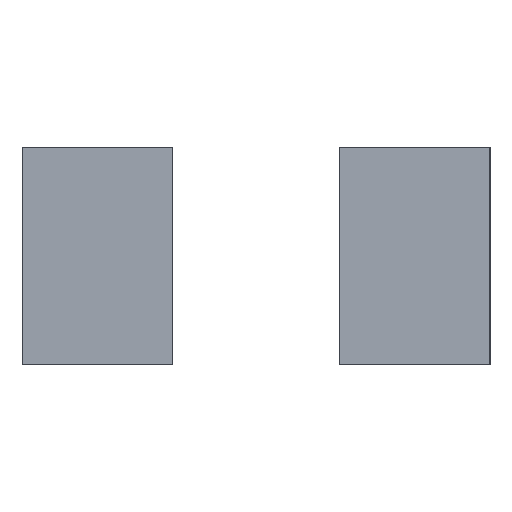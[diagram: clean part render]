
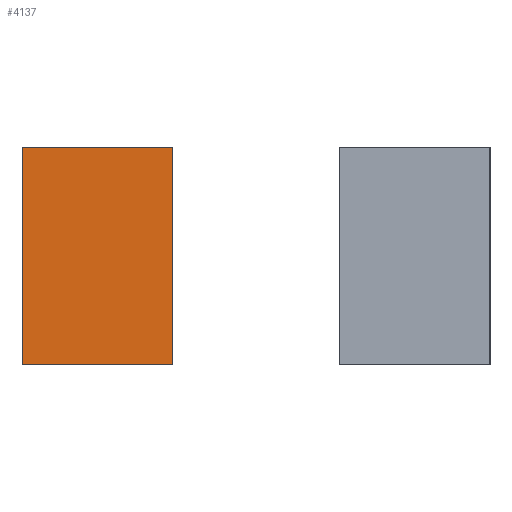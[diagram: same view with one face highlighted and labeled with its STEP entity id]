
A CAD part, left-side view. The second image highlights one B-rep face of the part: STEP entity #4137.
In plain terms, the highlighted planar face has unit normal (-1, 0, 0).
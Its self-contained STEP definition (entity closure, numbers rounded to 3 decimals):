
#4137 = ADVANCED_FACE('',(#4138),#4152,.F.);
#4138 = FACE_BOUND('',#4139,.F.);
#4139 = EDGE_LOOP('',(#4140,#4175,#4203,#4231));
#4140 = ORIENTED_EDGE('',*,*,#4141,.F.);
#4141 = EDGE_CURVE('',#4142,#4144,#4146,.T.);
#4142 = VERTEX_POINT('',#4143);
#4143 = CARTESIAN_POINT('',(-99.,10.,12.));
#4144 = VERTEX_POINT('',#4145);
#4145 = CARTESIAN_POINT('',(-99.,10.,38.));
#4146 = SURFACE_CURVE('',#4147,(#4151,#4163),.PCURVE_S1.);
#4147 = LINE('',#4148,#4149);
#4148 = CARTESIAN_POINT('',(-99.,10.,12.));
#4149 = VECTOR('',#4150,1.);
#4150 = DIRECTION('',(0.,0.,1.));
#4151 = PCURVE('',#4152,#4157);
#4152 = PLANE('',#4153);
#4153 = AXIS2_PLACEMENT_3D('',#4154,#4155,#4156);
#4154 = CARTESIAN_POINT('',(-99.,10.,12.));
#4155 = DIRECTION('',(1.,0.,0.));
#4156 = DIRECTION('',(0.,0.,1.));
#4157 = DEFINITIONAL_REPRESENTATION('',(#4158),#4162);
#4158 = LINE('',#4159,#4160);
#4159 = CARTESIAN_POINT('',(0.,0.));
#4160 = VECTOR('',#4161,1.);
#4161 = DIRECTION('',(1.,0.));
#4162 = ( GEOMETRIC_REPRESENTATION_CONTEXT(2) 
PARAMETRIC_REPRESENTATION_CONTEXT() REPRESENTATION_CONTEXT('2D SPACE',''
  ) );
#4163 = PCURVE('',#4164,#4169);
#4164 = PLANE('',#4165);
#4165 = AXIS2_PLACEMENT_3D('',#4166,#4167,#4168);
#4166 = CARTESIAN_POINT('',(-99.,10.,12.));
#4167 = DIRECTION('',(0.,1.,0.));
#4168 = DIRECTION('',(0.,0.,1.));
#4169 = DEFINITIONAL_REPRESENTATION('',(#4170),#4174);
#4170 = LINE('',#4171,#4172);
#4171 = CARTESIAN_POINT('',(0.,0.));
#4172 = VECTOR('',#4173,1.);
#4173 = DIRECTION('',(1.,0.));
#4174 = ( GEOMETRIC_REPRESENTATION_CONTEXT(2) 
PARAMETRIC_REPRESENTATION_CONTEXT() REPRESENTATION_CONTEXT('2D SPACE',''
  ) );
#4175 = ORIENTED_EDGE('',*,*,#4176,.T.);
#4176 = EDGE_CURVE('',#4142,#4177,#4179,.T.);
#4177 = VERTEX_POINT('',#4178);
#4178 = CARTESIAN_POINT('',(-99.,28.,12.));
#4179 = SURFACE_CURVE('',#4180,(#4184,#4191),.PCURVE_S1.);
#4180 = LINE('',#4181,#4182);
#4181 = CARTESIAN_POINT('',(-99.,10.,12.));
#4182 = VECTOR('',#4183,1.);
#4183 = DIRECTION('',(0.,1.,0.));
#4184 = PCURVE('',#4152,#4185);
#4185 = DEFINITIONAL_REPRESENTATION('',(#4186),#4190);
#4186 = LINE('',#4187,#4188);
#4187 = CARTESIAN_POINT('',(0.,0.));
#4188 = VECTOR('',#4189,1.);
#4189 = DIRECTION('',(0.,-1.));
#4190 = ( GEOMETRIC_REPRESENTATION_CONTEXT(2) 
PARAMETRIC_REPRESENTATION_CONTEXT() REPRESENTATION_CONTEXT('2D SPACE',''
  ) );
#4191 = PCURVE('',#4192,#4197);
#4192 = PLANE('',#4193);
#4193 = AXIS2_PLACEMENT_3D('',#4194,#4195,#4196);
#4194 = CARTESIAN_POINT('',(-99.,10.,12.));
#4195 = DIRECTION('',(0.,0.,1.));
#4196 = DIRECTION('',(1.,0.,0.));
#4197 = DEFINITIONAL_REPRESENTATION('',(#4198),#4202);
#4198 = LINE('',#4199,#4200);
#4199 = CARTESIAN_POINT('',(0.,0.));
#4200 = VECTOR('',#4201,1.);
#4201 = DIRECTION('',(0.,1.));
#4202 = ( GEOMETRIC_REPRESENTATION_CONTEXT(2) 
PARAMETRIC_REPRESENTATION_CONTEXT() REPRESENTATION_CONTEXT('2D SPACE',''
  ) );
#4203 = ORIENTED_EDGE('',*,*,#4204,.T.);
#4204 = EDGE_CURVE('',#4177,#4205,#4207,.T.);
#4205 = VERTEX_POINT('',#4206);
#4206 = CARTESIAN_POINT('',(-99.,28.,38.));
#4207 = SURFACE_CURVE('',#4208,(#4212,#4219),.PCURVE_S1.);
#4208 = LINE('',#4209,#4210);
#4209 = CARTESIAN_POINT('',(-99.,28.,12.));
#4210 = VECTOR('',#4211,1.);
#4211 = DIRECTION('',(0.,0.,1.));
#4212 = PCURVE('',#4152,#4213);
#4213 = DEFINITIONAL_REPRESENTATION('',(#4214),#4218);
#4214 = LINE('',#4215,#4216);
#4215 = CARTESIAN_POINT('',(0.,-18.));
#4216 = VECTOR('',#4217,1.);
#4217 = DIRECTION('',(1.,0.));
#4218 = ( GEOMETRIC_REPRESENTATION_CONTEXT(2) 
PARAMETRIC_REPRESENTATION_CONTEXT() REPRESENTATION_CONTEXT('2D SPACE',''
  ) );
#4219 = PCURVE('',#4220,#4225);
#4220 = PLANE('',#4221);
#4221 = AXIS2_PLACEMENT_3D('',#4222,#4223,#4224);
#4222 = CARTESIAN_POINT('',(-99.,28.,12.));
#4223 = DIRECTION('',(0.,1.,0.));
#4224 = DIRECTION('',(0.,0.,1.));
#4225 = DEFINITIONAL_REPRESENTATION('',(#4226),#4230);
#4226 = LINE('',#4227,#4228);
#4227 = CARTESIAN_POINT('',(0.,0.));
#4228 = VECTOR('',#4229,1.);
#4229 = DIRECTION('',(1.,0.));
#4230 = ( GEOMETRIC_REPRESENTATION_CONTEXT(2) 
PARAMETRIC_REPRESENTATION_CONTEXT() REPRESENTATION_CONTEXT('2D SPACE',''
  ) );
#4231 = ORIENTED_EDGE('',*,*,#4232,.F.);
#4232 = EDGE_CURVE('',#4144,#4205,#4233,.T.);
#4233 = SURFACE_CURVE('',#4234,(#4238,#4245),.PCURVE_S1.);
#4234 = LINE('',#4235,#4236);
#4235 = CARTESIAN_POINT('',(-99.,10.,38.));
#4236 = VECTOR('',#4237,1.);
#4237 = DIRECTION('',(0.,1.,0.));
#4238 = PCURVE('',#4152,#4239);
#4239 = DEFINITIONAL_REPRESENTATION('',(#4240),#4244);
#4240 = LINE('',#4241,#4242);
#4241 = CARTESIAN_POINT('',(26.,0.));
#4242 = VECTOR('',#4243,1.);
#4243 = DIRECTION('',(0.,-1.));
#4244 = ( GEOMETRIC_REPRESENTATION_CONTEXT(2) 
PARAMETRIC_REPRESENTATION_CONTEXT() REPRESENTATION_CONTEXT('2D SPACE',''
  ) );
#4245 = PCURVE('',#4246,#4251);
#4246 = PLANE('',#4247);
#4247 = AXIS2_PLACEMENT_3D('',#4248,#4249,#4250);
#4248 = CARTESIAN_POINT('',(-99.,10.,38.));
#4249 = DIRECTION('',(0.,0.,1.));
#4250 = DIRECTION('',(1.,0.,0.));
#4251 = DEFINITIONAL_REPRESENTATION('',(#4252),#4256);
#4252 = LINE('',#4253,#4254);
#4253 = CARTESIAN_POINT('',(0.,0.));
#4254 = VECTOR('',#4255,1.);
#4255 = DIRECTION('',(0.,1.));
#4256 = ( GEOMETRIC_REPRESENTATION_CONTEXT(2) 
PARAMETRIC_REPRESENTATION_CONTEXT() REPRESENTATION_CONTEXT('2D SPACE',''
  ) );
